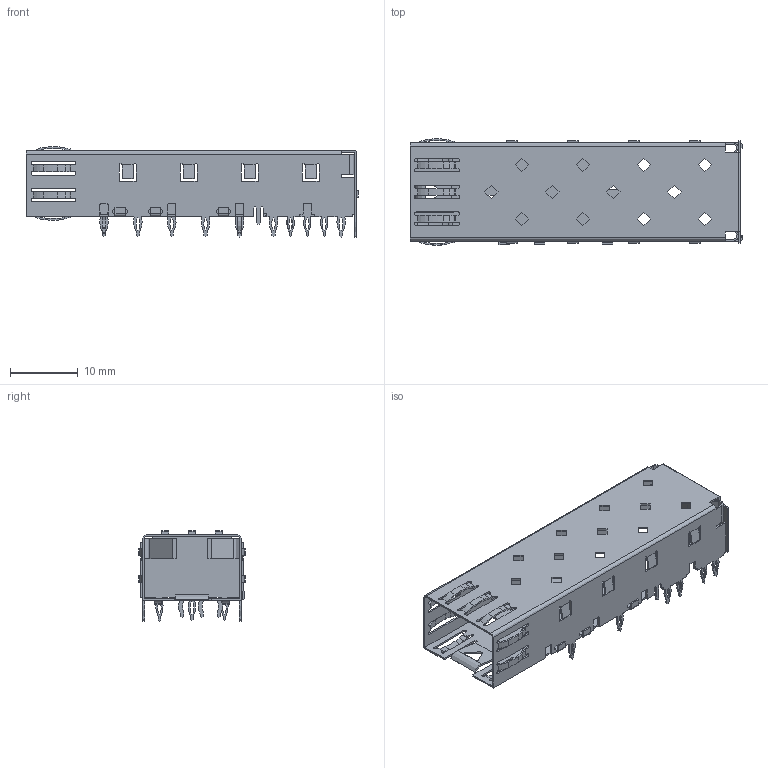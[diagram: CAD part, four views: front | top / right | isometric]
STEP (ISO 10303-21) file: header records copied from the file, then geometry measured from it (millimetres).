
FILE_DESCRIPTION(/* description */ (''),/* implementation_level */ '2;1');
FILE_NAME(/* name */ 'MOLEX_74737-0009.stp',/* time_stamp */ '2016-02-02T09:30:27+01:00',/* author */ ('riccim'),/* organization */ (''),/* preprocessor_version */ 'ST-DEVELOPER v15.5',/* originating_system */ 'AutoCAD Mechanical',/* authorisation */ '');
FILE_SCHEMA (('AUTOMOTIVE_DESIGN { 1 0 10303 214 3 1 1 }'));
Length unit declared in the file: millimetre
Products named in the file (2): 747370009$2$ATF; Product
Bounding box: 48.98 x 15.68 x 13.34 mm (x, y, z)
Surface area: 4367.2 mm2 (no closed solid volume)
Topology: 0 solids, 864 shells, 864 faces, 5248 edges, 5236 vertices
Faces by surface type: plane 490, cylinder 344, bspline 30
Full cylindrical faces by diameter (mm): 2 x12
Entity records: 53381 total; most frequent: CARTESIAN_POINT 11657, DIRECTION 8406, VERTEX_POINT 5236, EDGE_CURVE 5236, ORIENTED_EDGE 5236, LINE 3740, VECTOR 3740, AXIS2_PLACEMENT_3D 2333
